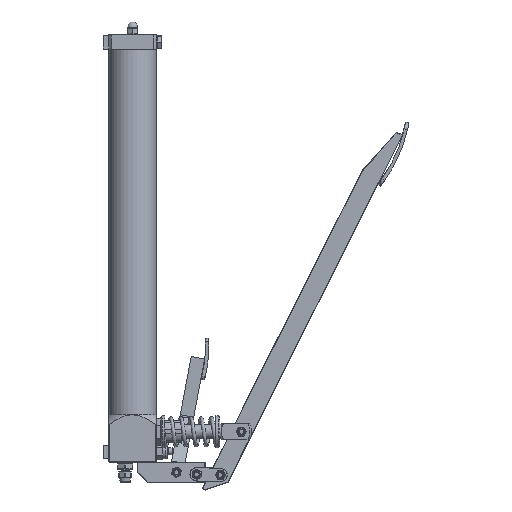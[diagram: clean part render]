
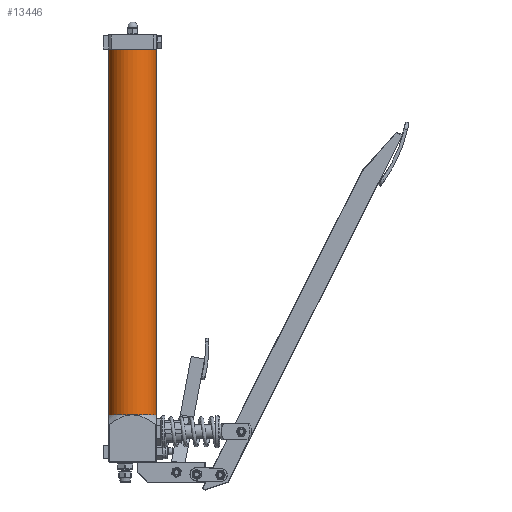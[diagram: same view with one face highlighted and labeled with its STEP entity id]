
A CAD part, front view. The second image highlights one B-rep face of the part: STEP entity #13446.
In plain terms, the highlighted cylindrical face has radius 35 mm (diameter 70 mm), a full revolution.
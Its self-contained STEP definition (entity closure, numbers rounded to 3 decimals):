
#13004=CARTESIAN_POINT('',(-35.,0.,610.0));
#13005=VERTEX_POINT('',#13004);
#13299=CARTESIAN_POINT('',(-35.0,0.,70.0));
#13300=VERTEX_POINT('',#13299);
#13369=CARTESIAN_POINT('',(0.0,0.0,70.0));
#13370=DIRECTION('',(0.0,0.0,1.0));
#13371=DIRECTION('',(-0.999,0.036,0.0));
#13372=AXIS2_PLACEMENT_3D('',#13369,#13370,#13371);
#13373=CYLINDRICAL_SURFACE('',#13372,35.0);
#13374=CARTESIAN_POINT('',(0.,-35.,610.0));
#13375=VERTEX_POINT('',#13374);
#13376=CARTESIAN_POINT('',(35.,0.,610.0));
#13377=VERTEX_POINT('',#13376);
#13378=CARTESIAN_POINT('',(0.0,0.0,610.0));
#13379=DIRECTION('',(0.0,0.0,1.0));
#13380=DIRECTION('',(-0.999,0.036,0.0));
#13381=AXIS2_PLACEMENT_3D('',#13378,#13379,#13380);
#13382=CIRCLE('',#13381,35.);
#13383=EDGE_CURVE('',#13375,#13377,#13382,.T.);
#13384=ORIENTED_EDGE('',*,*,#13383,.F.);
#13385=CARTESIAN_POINT('',(0.0,0.0,610.0));
#13386=DIRECTION('',(0.0,0.0,1.0));
#13387=DIRECTION('',(-0.999,0.036,0.0));
#13388=AXIS2_PLACEMENT_3D('',#13385,#13386,#13387);
#13389=CIRCLE('',#13388,35.);
#13390=EDGE_CURVE('',#13005,#13375,#13389,.T.);
#13391=ORIENTED_EDGE('',*,*,#13390,.F.);
#13392=CARTESIAN_POINT('',(0.,35.,610.0));
#13393=VERTEX_POINT('',#13392);
#13394=CARTESIAN_POINT('',(0.0,0.0,610.0));
#13395=DIRECTION('',(0.0,0.0,1.0));
#13396=DIRECTION('',(-0.999,0.036,0.0));
#13397=AXIS2_PLACEMENT_3D('',#13394,#13395,#13396);
#13398=CIRCLE('',#13397,35.);
#13399=EDGE_CURVE('',#13393,#13005,#13398,.T.);
#13400=ORIENTED_EDGE('',*,*,#13399,.F.);
#13401=CARTESIAN_POINT('',(0.0,0.0,610.0));
#13402=DIRECTION('',(0.0,0.0,1.0));
#13403=DIRECTION('',(-0.999,0.036,0.0));
#13404=AXIS2_PLACEMENT_3D('',#13401,#13402,#13403);
#13405=CIRCLE('',#13404,35.);
#13406=EDGE_CURVE('',#13377,#13393,#13405,.T.);
#13407=ORIENTED_EDGE('',*,*,#13406,.F.);
#13408=EDGE_LOOP('',(#13384,#13391,#13400,#13407));
#13409=FACE_OUTER_BOUND('',#13408,.T.);
#13410=CARTESIAN_POINT('',(0.0,-35.0,70.0));
#13411=VERTEX_POINT('',#13410);
#13412=CARTESIAN_POINT('',(35.0,0.,70.0));
#13413=VERTEX_POINT('',#13412);
#13414=CARTESIAN_POINT('',(0.0,0.0,70.0));
#13415=DIRECTION('',(0.0,0.0,1.0));
#13416=DIRECTION('',(0.0,-1.0,0.0));
#13417=AXIS2_PLACEMENT_3D('',#13414,#13415,#13416);
#13418=CIRCLE('',#13417,35.);
#13419=EDGE_CURVE('',#13411,#13413,#13418,.T.);
#13420=ORIENTED_EDGE('',*,*,#13419,.T.);
#13421=CARTESIAN_POINT('',(0.0,35.0,70.0));
#13422=VERTEX_POINT('',#13421);
#13423=CARTESIAN_POINT('',(0.0,0.0,70.0));
#13424=DIRECTION('',(0.0,0.0,1.0));
#13425=DIRECTION('',(0.0,-1.0,0.0));
#13426=AXIS2_PLACEMENT_3D('',#13423,#13424,#13425);
#13427=CIRCLE('',#13426,35.);
#13428=EDGE_CURVE('',#13413,#13422,#13427,.T.);
#13429=ORIENTED_EDGE('',*,*,#13428,.T.);
#13430=CARTESIAN_POINT('',(0.0,0.0,70.0));
#13431=DIRECTION('',(0.0,0.0,1.0));
#13432=DIRECTION('',(0.0,-1.0,0.0));
#13433=AXIS2_PLACEMENT_3D('',#13430,#13431,#13432);
#13434=CIRCLE('',#13433,35.);
#13435=EDGE_CURVE('',#13422,#13300,#13434,.T.);
#13436=ORIENTED_EDGE('',*,*,#13435,.T.);
#13437=CARTESIAN_POINT('',(0.0,0.0,70.0));
#13438=DIRECTION('',(0.0,0.0,1.0));
#13439=DIRECTION('',(0.0,-1.0,0.0));
#13440=AXIS2_PLACEMENT_3D('',#13437,#13438,#13439);
#13441=CIRCLE('',#13440,35.);
#13442=EDGE_CURVE('',#13300,#13411,#13441,.T.);
#13443=ORIENTED_EDGE('',*,*,#13442,.T.);
#13444=EDGE_LOOP('',(#13420,#13429,#13436,#13443));
#13445=FACE_BOUND('',#13444,.T.);
#13446=ADVANCED_FACE('',(#13409,#13445),#13373,.T.);
